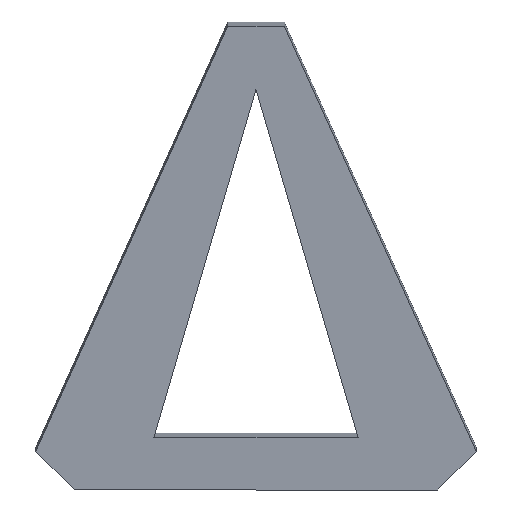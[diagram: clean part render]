
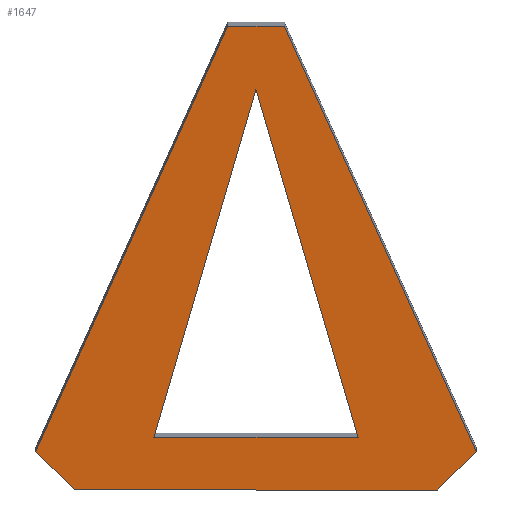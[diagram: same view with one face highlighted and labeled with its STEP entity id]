
A CAD part, front view. The second image highlights one B-rep face of the part: STEP entity #1647.
In plain terms, the highlighted planar face has unit normal (0, -0.993, -0.115).
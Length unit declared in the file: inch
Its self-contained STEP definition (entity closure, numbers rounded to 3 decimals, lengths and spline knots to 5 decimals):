
#9 = ORIENTED_EDGE ( 'NONE', *, *, #178, .F. ) ;
#16 = EDGE_CURVE ( 'NONE', #1473, #543, #2643, .T. ) ;
#99 = EDGE_LOOP ( 'NONE', ( #9, #557, #220 ) ) ;
#175 = VERTEX_POINT ( 'NONE', #552 ) ;
#178 = EDGE_CURVE ( 'NONE', #1379, #630, #2297, .T. ) ;
#182 = EDGE_LOOP ( 'NONE', ( #2598, #667, #904, #453, #670, #682 ) ) ;
#215 = DIRECTION ( 'NONE',  ( 1., 0., 0. ) ) ;
#220 = ORIENTED_EDGE ( 'NONE', *, *, #2207, .F. ) ;
#246 = VECTOR ( 'NONE', #1336, 39.37008 ) ;
#258 = CARTESIAN_POINT ( 'NONE',  ( 0., 0.74596, 0.68446 ) ) ;
#328 = CARTESIAN_POINT ( 'NONE',  ( -1.10306, 0.77736, 0.41382 ) ) ;
#332 = CARTESIAN_POINT ( 'NONE',  ( 0., 0.81441, 0.09448 ) ) ;
#335 = LINE ( 'NONE', #1837, #586 ) ;
#368 = DIRECTION ( 'NONE',  ( -0.705, 0.082, -0.705 ) ) ;
#371 = DIRECTION ( 'NONE',  ( 0.409, 0.105, -0.906 ) ) ;
#387 = DIRECTION ( 'NONE',  ( -0.28, -0.111, 0.954 ) ) ;
#438 = VECTOR ( 'NONE', #368, 39.37008 ) ;
#453 = ORIENTED_EDGE ( 'NONE', *, *, #1278, .F. ) ;
#541 = CARTESIAN_POINT ( 'NONE',  ( 2.20788, 0.76254, 0.54161 ) ) ;
#543 = VERTEX_POINT ( 'NONE', #1514 ) ;
#552 = CARTESIAN_POINT ( 'NONE',  ( -2.20788, 0.76254, 0.54161 ) ) ;
#557 = ORIENTED_EDGE ( 'NONE', *, *, #1593, .F. ) ;
#562 = DIRECTION ( 'NONE',  ( 0., 0.993, 0.115 ) ) ;
#586 = VECTOR ( 'NONE', #782, 39.37008 ) ;
#630 = VERTEX_POINT ( 'NONE', #649 ) ;
#649 = CARTESIAN_POINT ( 'NONE',  ( 0., 0.34121, 4.17342 ) ) ;
#655 = EDGE_CURVE ( 'NONE', #543, #175, #1390, .T. ) ;
#667 = ORIENTED_EDGE ( 'NONE', *, *, #2059, .F. ) ;
#670 = ORIENTED_EDGE ( 'NONE', *, *, #655, .F. ) ;
#682 = ORIENTED_EDGE ( 'NONE', *, *, #16, .F. ) ;
#690 = PLANE ( 'NONE',  #2420 ) ;
#782 = DIRECTION ( 'NONE',  ( 1., 0., 0. ) ) ;
#857 = VERTEX_POINT ( 'NONE', #2047 ) ;
#885 = LINE ( 'NONE', #258, #1831 ) ;
#904 = ORIENTED_EDGE ( 'NONE', *, *, #955, .F. ) ;
#934 = CARTESIAN_POINT ( 'NONE',  ( -0.88626, 0.91586, -0.78001 ) ) ;
#955 = EDGE_CURVE ( 'NONE', #857, #2298, #335, .T. ) ;
#1081 = CARTESIAN_POINT ( 'NONE',  ( 0.28401, 0.268, 4.80451 ) ) ;
#1125 = CARTESIAN_POINT ( 'NONE',  ( 1.82081, 0.80744, 0.15454 ) ) ;
#1168 = LINE ( 'NONE', #2077, #438 ) ;
#1238 = VECTOR ( 'NONE', #2462, 39.37008 ) ;
#1278 = EDGE_CURVE ( 'NONE', #175, #857, #1568, .T. ) ;
#1301 = VERTEX_POINT ( 'NONE', #1399 ) ;
#1311 = FACE_OUTER_BOUND ( 'NONE', #182, .T. ) ;
#1334 = VECTOR ( 'NONE', #1790, 39.37008 ) ;
#1336 = DIRECTION ( 'NONE',  ( -1., 0., 0. ) ) ;
#1367 = VECTOR ( 'NONE', #387, 39.37008 ) ;
#1379 = VERTEX_POINT ( 'NONE', #2116 ) ;
#1385 = DIRECTION ( 'NONE',  ( 0., -0.115, 0.993 ) ) ;
#1390 = LINE ( 'NONE', #934, #1238 ) ;
#1399 = CARTESIAN_POINT ( 'NONE',  ( -1.02366, 0.74596, 0.68446 ) ) ;
#1473 = VERTEX_POINT ( 'NONE', #1125 ) ;
#1514 = CARTESIAN_POINT ( 'NONE',  ( -1.82081, 0.80744, 0.15454 ) ) ;
#1553 = CARTESIAN_POINT ( 'NONE',  ( 0., 0.80744, 0.15454 ) ) ;
#1554 = CARTESIAN_POINT ( 'NONE',  ( -2.00644, 0.71075, 0.98797 ) ) ;
#1568 = LINE ( 'NONE', #1554, #1334 ) ;
#1577 = VECTOR ( 'NONE', #2482, 39.37008 ) ;
#1593 = EDGE_CURVE ( 'NONE', #1301, #1379, #885, .T. ) ;
#1622 = LINE ( 'NONE', #328, #1577 ) ;
#1647 = ADVANCED_FACE ( 'NONE', ( #1311, #1749 ), #690, .F. ) ;
#1749 = FACE_BOUND ( 'NONE', #99, .T. ) ;
#1790 = DIRECTION ( 'NONE',  ( 0.409, -0.105, 0.906 ) ) ;
#1831 = VECTOR ( 'NONE', #215, 39.37008 ) ;
#1837 = CARTESIAN_POINT ( 'NONE',  ( 0., 0.268, 4.80451 ) ) ;
#1844 = CARTESIAN_POINT ( 'NONE',  ( 2.00644, 0.71075, 0.98797 ) ) ;
#1925 = EDGE_CURVE ( 'NONE', #2593, #1473, #1168, .T. ) ;
#2047 = CARTESIAN_POINT ( 'NONE',  ( -0.28401, 0.268, 4.80451 ) ) ;
#2059 = EDGE_CURVE ( 'NONE', #2298, #2593, #2249, .T. ) ;
#2077 = CARTESIAN_POINT ( 'NONE',  ( 0.88626, 0.91586, -0.78001 ) ) ;
#2116 = CARTESIAN_POINT ( 'NONE',  ( 1.02366, 0.74596, 0.68446 ) ) ;
#2207 = EDGE_CURVE ( 'NONE', #630, #1301, #1622, .T. ) ;
#2249 = LINE ( 'NONE', #1844, #2695 ) ;
#2297 = LINE ( 'NONE', #2728, #1367 ) ;
#2298 = VERTEX_POINT ( 'NONE', #1081 ) ;
#2420 = AXIS2_PLACEMENT_3D ( 'NONE', #332, #562, #1385 ) ;
#2462 = DIRECTION ( 'NONE',  ( -0.705, -0.082, 0.705 ) ) ;
#2482 = DIRECTION ( 'NONE',  ( -0.28, 0.111, -0.954 ) ) ;
#2593 = VERTEX_POINT ( 'NONE', #541 ) ;
#2598 = ORIENTED_EDGE ( 'NONE', *, *, #1925, .F. ) ;
#2643 = LINE ( 'NONE', #1553, #246 ) ;
#2695 = VECTOR ( 'NONE', #371, 39.37008 ) ;
#2728 = CARTESIAN_POINT ( 'NONE',  ( 1.10306, 0.77736, 0.41382 ) ) ;
